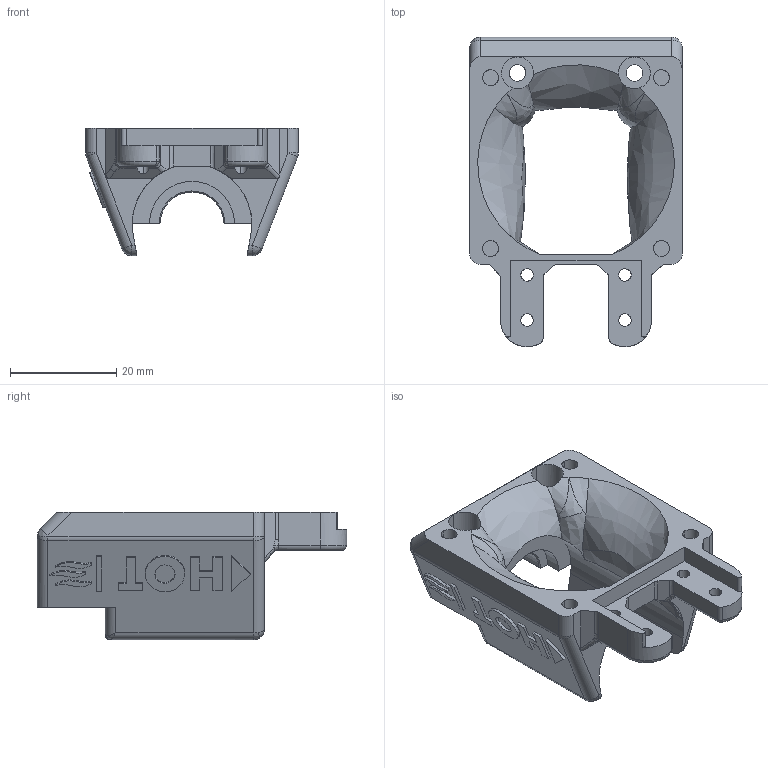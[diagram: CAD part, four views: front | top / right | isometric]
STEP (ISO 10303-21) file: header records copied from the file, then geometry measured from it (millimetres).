
FILE_DESCRIPTION (( 'STEP AP203' ), '1' );
FILE_NAME ('blv-10mm-Volcano IR mini fan duct_v1.STEP', '2019-06-05T08:01:52', ( '' ), ( '' ), 'SwSTEP 2.0', 'SolidWorks 2016', '' );
FILE_SCHEMA (( 'CONFIG_CONTROL_DESIGN' ));
Length unit declared in the file: millimetre
Products named in the file (2): blv-10mm-Volcano IR mini fan duct_v1
Bounding box: 40.06 x 58.2 x 24 mm (x, y, z)
Volume: 16108.7 mm3; surface area: 7903.6 mm2
Topology: 1 solids, 1 shells, 255 faces, 689 edges, 432 vertices
Faces by surface type: bspline 89, plane 85, cylinder 73, cone 3, torus 3, sphere 2
Entity records: 12948 total; most frequent: CARTESIAN_POINT 7211, ORIENTED_EDGE 1350, DIRECTION 844, EDGE_CURVE 675, VERTEX_POINT 432, LINE 304, VECTOR 304, EDGE_LOOP 279
